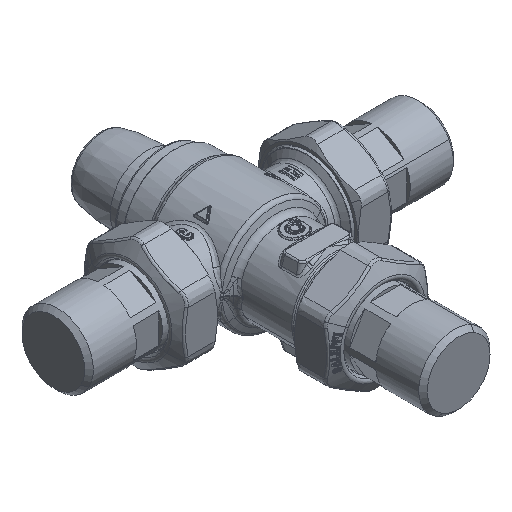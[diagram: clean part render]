
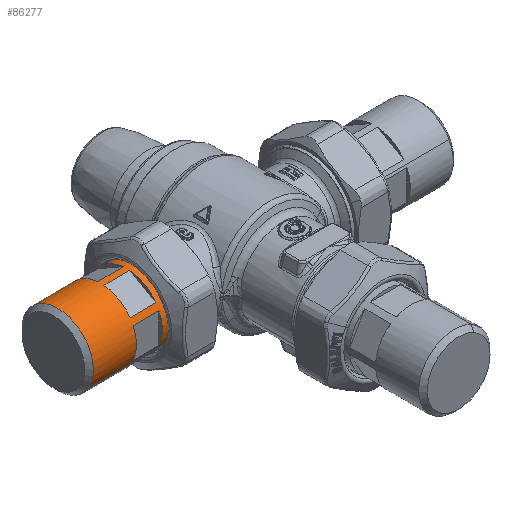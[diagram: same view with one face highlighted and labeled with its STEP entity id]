
A CAD part, isometric view. The second image highlights one B-rep face of the part: STEP entity #86277.
In plain terms, the highlighted cylindrical face has radius 16.55 mm (diameter 33.1 mm), a partial arc.
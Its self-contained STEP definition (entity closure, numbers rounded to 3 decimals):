
#86130=CARTESIAN_POINT('Vertex',(-46.5,-14.524,-7.934)) ;
#86132=CARTESIAN_POINT('Vertex',(-46.5,14.524,7.934)) ;
#86135=CARTESIAN_POINT('Axis2P3D Location',(-46.5,0.,0.)) ;
#86145=CARTESIAN_POINT('Axis2P3D Location',(-64.25,0.,0.)) ;
#86150=CARTESIAN_POINT('Line Origine',(-66.,-14.524,-7.934)) ;
#86154=CARTESIAN_POINT('Vertex',(-83.5,-14.524,-7.934)) ;
#86157=CARTESIAN_POINT('Line Origine',(-66.,14.524,7.934)) ;
#86161=CARTESIAN_POINT('Vertex',(-83.5,14.524,7.934)) ;
#86164=CARTESIAN_POINT('Axis2P3D Location',(-83.5,0.,0.)) ;
#86175=CARTESIAN_POINT('Line Origine',(-66.,-15.,-6.993)) ;
#86179=CARTESIAN_POINT('Vertex',(-63.5,-15.,-6.993)) ;
#86181=CARTESIAN_POINT('Vertex',(-51.5,-15.,-6.993)) ;
#86184=CARTESIAN_POINT('Axis2P3D Location',(-63.5,0.,0.)) ;
#86188=CARTESIAN_POINT('Vertex',(-63.5,-15.,6.993)) ;
#86191=CARTESIAN_POINT('Line Origine',(-66.,-15.,6.993)) ;
#86195=CARTESIAN_POINT('Vertex',(-51.5,-15.,6.993)) ;
#86198=CARTESIAN_POINT('Axis2P3D Location',(-51.5,0.,0.)) ;
#86209=CARTESIAN_POINT('Line Origine',(-66.,-13.556,9.494)) ;
#86213=CARTESIAN_POINT('Vertex',(-63.5,-13.556,9.494)) ;
#86215=CARTESIAN_POINT('Vertex',(-51.5,-13.556,9.494)) ;
#86218=CARTESIAN_POINT('Axis2P3D Location',(-63.5,0.,0.)) ;
#86222=CARTESIAN_POINT('Vertex',(-63.5,-1.444,16.487)) ;
#86225=CARTESIAN_POINT('Line Origine',(-66.,-1.444,16.487)) ;
#86229=CARTESIAN_POINT('Vertex',(-51.5,-1.444,16.487)) ;
#86232=CARTESIAN_POINT('Axis2P3D Location',(-51.5,0.,0.)) ;
#86243=CARTESIAN_POINT('Line Origine',(-66.,1.444,16.487)) ;
#86247=CARTESIAN_POINT('Vertex',(-63.5,1.444,16.487)) ;
#86249=CARTESIAN_POINT('Vertex',(-51.5,1.444,16.487)) ;
#86252=CARTESIAN_POINT('Axis2P3D Location',(-63.5,0.,0.)) ;
#86256=CARTESIAN_POINT('Vertex',(-63.5,13.556,9.494)) ;
#86259=CARTESIAN_POINT('Line Origine',(-66.,13.556,9.494)) ;
#86263=CARTESIAN_POINT('Vertex',(-51.5,13.556,9.494)) ;
#86266=CARTESIAN_POINT('Axis2P3D Location',(-51.5,0.,0.)) ;
#86152=VECTOR('Line Direction',#86151,1.) ;
#86159=VECTOR('Line Direction',#86158,1.) ;
#86177=VECTOR('Line Direction',#86176,1.) ;
#86193=VECTOR('Line Direction',#86192,1.) ;
#86211=VECTOR('Line Direction',#86210,1.) ;
#86227=VECTOR('Line Direction',#86226,1.) ;
#86245=VECTOR('Line Direction',#86244,1.) ;
#86261=VECTOR('Line Direction',#86260,1.) ;
#86136=DIRECTION('Axis2P3D Direction',(1.,0.,0.)) ;
#86146=DIRECTION('Axis2P3D Direction',(1.,0.,0.)) ;
#86147=DIRECTION('Axis2P3D XDirection',(0.,0.878,0.479)) ;
#86151=DIRECTION('Vector Direction',(1.,0.,0.)) ;
#86158=DIRECTION('Vector Direction',(1.,0.,0.)) ;
#86165=DIRECTION('Axis2P3D Direction',(1.,0.,0.)) ;
#86176=DIRECTION('Vector Direction',(1.,0.,0.)) ;
#86185=DIRECTION('Axis2P3D Direction',(1.,0.,0.)) ;
#86192=DIRECTION('Vector Direction',(1.,0.,0.)) ;
#86199=DIRECTION('Axis2P3D Direction',(1.,0.,0.)) ;
#86210=DIRECTION('Vector Direction',(1.,0.,0.)) ;
#86219=DIRECTION('Axis2P3D Direction',(1.,0.,0.)) ;
#86226=DIRECTION('Vector Direction',(1.,0.,0.)) ;
#86233=DIRECTION('Axis2P3D Direction',(1.,0.,0.)) ;
#86244=DIRECTION('Vector Direction',(1.,0.,0.)) ;
#86253=DIRECTION('Axis2P3D Direction',(1.,0.,0.)) ;
#86260=DIRECTION('Vector Direction',(1.,0.,0.)) ;
#86267=DIRECTION('Axis2P3D Direction',(1.,0.,0.)) ;
#86137=AXIS2_PLACEMENT_3D('Circle Axis2P3D',#86135,#86136,$) ;
#86148=AXIS2_PLACEMENT_3D('Cylinder Axis2P3D',#86145,#86146,#86147) ;
#86166=AXIS2_PLACEMENT_3D('Circle Axis2P3D',#86164,#86165,$) ;
#86186=AXIS2_PLACEMENT_3D('Circle Axis2P3D',#86184,#86185,$) ;
#86200=AXIS2_PLACEMENT_3D('Circle Axis2P3D',#86198,#86199,$) ;
#86220=AXIS2_PLACEMENT_3D('Circle Axis2P3D',#86218,#86219,$) ;
#86234=AXIS2_PLACEMENT_3D('Circle Axis2P3D',#86232,#86233,$) ;
#86254=AXIS2_PLACEMENT_3D('Circle Axis2P3D',#86252,#86253,$) ;
#86268=AXIS2_PLACEMENT_3D('Circle Axis2P3D',#86266,#86267,$) ;
#86153=LINE('Line',#86150,#86152) ;
#86160=LINE('Line',#86157,#86159) ;
#86178=LINE('Line',#86175,#86177) ;
#86194=LINE('Line',#86191,#86193) ;
#86212=LINE('Line',#86209,#86211) ;
#86228=LINE('Line',#86225,#86227) ;
#86246=LINE('Line',#86243,#86245) ;
#86262=LINE('Line',#86259,#86261) ;
#86138=CIRCLE('generated circle',#86137,16.55) ;
#86167=CIRCLE('generated circle',#86166,16.55) ;
#86187=CIRCLE('generated circle',#86186,16.55) ;
#86201=CIRCLE('generated circle',#86200,16.55) ;
#86221=CIRCLE('generated circle',#86220,16.55) ;
#86235=CIRCLE('generated circle',#86234,16.55) ;
#86255=CIRCLE('generated circle',#86254,16.55) ;
#86269=CIRCLE('generated circle',#86268,16.55) ;
#86149=CYLINDRICAL_SURFACE('generated cylinder',#86148,16.55) ;
#86208=FACE_BOUND('',#86203,.T.) ;
#86242=FACE_BOUND('',#86237,.T.) ;
#86276=FACE_BOUND('',#86271,.T.) ;
#86139=EDGE_CURVE('',#86133,#86131,#86138,.T.) ;
#86156=EDGE_CURVE('',#86155,#86131,#86153,.T.) ;
#86163=EDGE_CURVE('',#86162,#86133,#86160,.T.) ;
#86168=EDGE_CURVE('',#86162,#86155,#86167,.T.) ;
#86183=EDGE_CURVE('',#86180,#86182,#86178,.T.) ;
#86190=EDGE_CURVE('',#86180,#86189,#86187,.F.) ;
#86197=EDGE_CURVE('',#86189,#86196,#86194,.T.) ;
#86202=EDGE_CURVE('',#86196,#86182,#86201,.T.) ;
#86217=EDGE_CURVE('',#86214,#86216,#86212,.T.) ;
#86224=EDGE_CURVE('',#86214,#86223,#86221,.F.) ;
#86231=EDGE_CURVE('',#86223,#86230,#86228,.T.) ;
#86236=EDGE_CURVE('',#86230,#86216,#86235,.T.) ;
#86251=EDGE_CURVE('',#86248,#86250,#86246,.T.) ;
#86258=EDGE_CURVE('',#86248,#86257,#86255,.F.) ;
#86265=EDGE_CURVE('',#86257,#86264,#86262,.T.) ;
#86270=EDGE_CURVE('',#86264,#86250,#86269,.T.) ;
#86170=ORIENTED_EDGE('',*,*,#86156,.T.) ;
#86171=ORIENTED_EDGE('',*,*,#86139,.F.) ;
#86172=ORIENTED_EDGE('',*,*,#86163,.F.) ;
#86173=ORIENTED_EDGE('',*,*,#86168,.T.) ;
#86204=ORIENTED_EDGE('',*,*,#86183,.F.) ;
#86205=ORIENTED_EDGE('',*,*,#86190,.T.) ;
#86206=ORIENTED_EDGE('',*,*,#86197,.T.) ;
#86207=ORIENTED_EDGE('',*,*,#86202,.T.) ;
#86238=ORIENTED_EDGE('',*,*,#86217,.F.) ;
#86239=ORIENTED_EDGE('',*,*,#86224,.T.) ;
#86240=ORIENTED_EDGE('',*,*,#86231,.T.) ;
#86241=ORIENTED_EDGE('',*,*,#86236,.T.) ;
#86272=ORIENTED_EDGE('',*,*,#86251,.F.) ;
#86273=ORIENTED_EDGE('',*,*,#86258,.T.) ;
#86274=ORIENTED_EDGE('',*,*,#86265,.T.) ;
#86275=ORIENTED_EDGE('',*,*,#86270,.T.) ;
#86169=EDGE_LOOP('',(#86170,#86171,#86172,#86173)) ;
#86203=EDGE_LOOP('',(#86204,#86205,#86206,#86207)) ;
#86237=EDGE_LOOP('',(#86238,#86239,#86240,#86241)) ;
#86271=EDGE_LOOP('',(#86272,#86273,#86274,#86275)) ;
#86131=VERTEX_POINT('',#86130) ;
#86133=VERTEX_POINT('',#86132) ;
#86155=VERTEX_POINT('',#86154) ;
#86162=VERTEX_POINT('',#86161) ;
#86180=VERTEX_POINT('',#86179) ;
#86182=VERTEX_POINT('',#86181) ;
#86189=VERTEX_POINT('',#86188) ;
#86196=VERTEX_POINT('',#86195) ;
#86214=VERTEX_POINT('',#86213) ;
#86216=VERTEX_POINT('',#86215) ;
#86223=VERTEX_POINT('',#86222) ;
#86230=VERTEX_POINT('',#86229) ;
#86248=VERTEX_POINT('',#86247) ;
#86250=VERTEX_POINT('',#86249) ;
#86257=VERTEX_POINT('',#86256) ;
#86264=VERTEX_POINT('',#86263) ;
#86277=ADVANCED_FACE('PartBody',(#86174,#86208,#86242,#86276),#86149,.T.) ;
#86174=FACE_OUTER_BOUND('',#86169,.T.) ;
